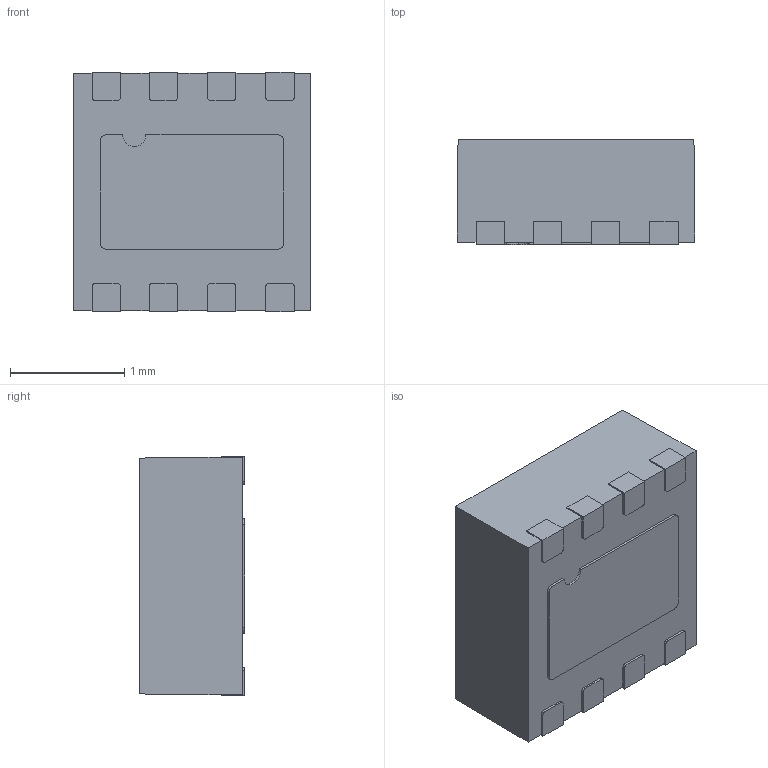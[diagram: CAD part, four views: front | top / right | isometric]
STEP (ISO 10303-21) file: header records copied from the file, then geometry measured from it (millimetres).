
FILE_DESCRIPTION (( 'STEP AP214' ), '1' );
FILE_NAME ('ABF00C16-23EA-46F5-91A4-B982A5B0DC2C.STEP', '2025-01-03T03:24:05', ( '' ), ( '' ), 'SwSTEP 2.0', 'SolidWorks 2022', '' );
FILE_SCHEMA (( 'AUTOMOTIVE_DESIGN' ));
Length unit declared in the file: millimetre
Products named in the file (1): ABF00C16-23EA-46F5-91A4-B982A5B0DC2C
Bounding box: 2.08 x 0.92 x 2.1 mm (x, y, z)
Volume: 3.9 mm3; surface area: 16.4 mm2
Topology: 1 solids, 1 shells, 85 faces, 243 edges, 162 vertices
Faces by surface type: plane 61, cylinder 24
Entity records: 3668 total; most frequent: CARTESIAN_POINT 491, ORIENTED_EDGE 486, DIRECTION 463, EDGE_CURVE 243, LINE 195, VECTOR 195, VERTEX_POINT 162, AXIS2_PLACEMENT_3D 134
